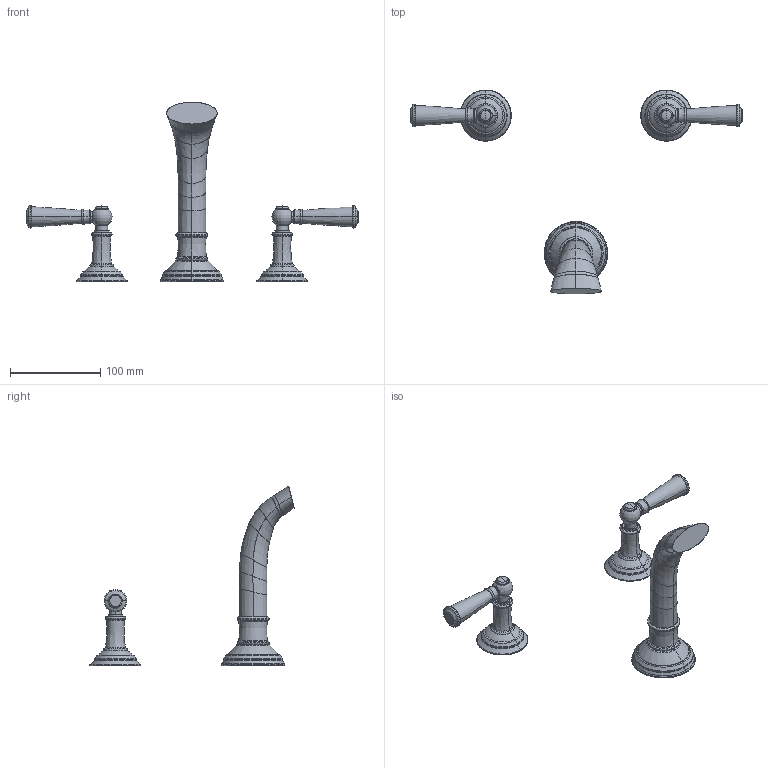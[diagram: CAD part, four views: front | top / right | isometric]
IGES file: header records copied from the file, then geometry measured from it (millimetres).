
Start section:  PTC IGES file: 3-2415_sw0001.igs
Global section: file name: 3-2415_sw0001.igs; native system: Creo Parametric by PTC Inc.; preprocessor: 2018400; author: rsmith; organization: Unknown; date: 20201201.160840; units: inch
Bounding box: 367.67 x 226.09 x 198.75 mm (x, y, z)
Surface area: 58930.6 mm2 (no closed solid volume)
Topology: 0 solids, 0 shells, 221 faces, 884 edges, 880 vertices
Faces by surface type: revolution 166, bspline 55
